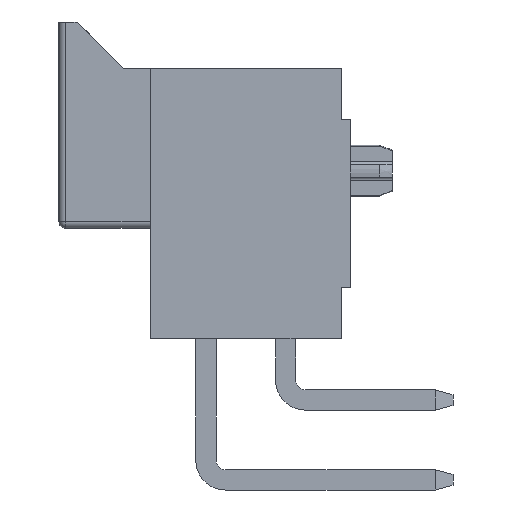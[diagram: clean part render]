
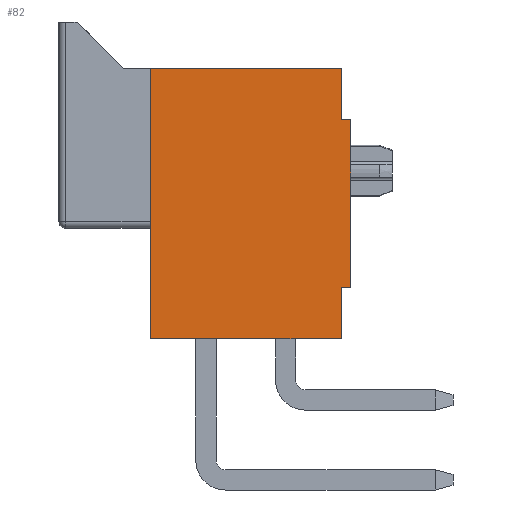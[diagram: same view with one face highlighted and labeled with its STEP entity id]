
A CAD part, left-side view. The second image highlights one B-rep face of the part: STEP entity #82.
In plain terms, the highlighted planar face has unit normal (-1, 0, 0).
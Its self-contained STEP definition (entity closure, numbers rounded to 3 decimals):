
#82=ADVANCED_FACE('',(#423),#424,.T.);
#423=FACE_OUTER_BOUND('',#1084,.T.);
#424=PLANE('',#1085);
#1084=EDGE_LOOP('',(#1836,#1837,#1838,#1839,#1840,#1841,#1842,#1843));
#1085=AXIS2_PLACEMENT_3D('',#1844,#1845,#1846);
#1836=ORIENTED_EDGE('',*,*,#4320,.T.);
#1837=ORIENTED_EDGE('',*,*,#4321,.F.);
#1838=ORIENTED_EDGE('',*,*,#4322,.F.);
#1839=ORIENTED_EDGE('',*,*,#4287,.T.);
#1840=ORIENTED_EDGE('',*,*,#4323,.T.);
#1841=ORIENTED_EDGE('',*,*,#4324,.F.);
#1842=ORIENTED_EDGE('',*,*,#4325,.F.);
#1843=ORIENTED_EDGE('',*,*,#4283,.T.);
#1844=CARTESIAN_POINT('',(-5.47,-2.99,-4.23));
#1845=DIRECTION('',(-1.0,0.0,0.0));
#1846=DIRECTION('',(0.0,0.0,1.0));
#4283=EDGE_CURVE('',#5165,#5163,#5166,.T.);
#4287=EDGE_CURVE('',#5151,#5171,#5173,.T.);
#4320=EDGE_CURVE('',#5163,#5234,#5235,.T.);
#4321=EDGE_CURVE('',#5236,#5234,#5237,.T.);
#4322=EDGE_CURVE('',#5151,#5236,#5238,.T.);
#4323=EDGE_CURVE('',#5171,#5239,#5240,.T.);
#4324=EDGE_CURVE('',#5241,#5239,#5242,.T.);
#4325=EDGE_CURVE('',#5165,#5241,#5243,.T.);
#5151=VERTEX_POINT('',#6465);
#5163=VERTEX_POINT('',#6483);
#5165=VERTEX_POINT('',#6486);
#5166=LINE('',#6487,#6488);
#5171=VERTEX_POINT('',#6495);
#5173=LINE('',#6498,#6499);
#5234=VERTEX_POINT('',#6576);
#5235=LINE('',#6577,#6578);
#5236=VERTEX_POINT('',#6579);
#5237=LINE('',#6580,#6581);
#5238=LINE('',#6582,#6583);
#5239=VERTEX_POINT('',#6584);
#5240=LINE('',#6585,#6586);
#5241=VERTEX_POINT('',#6587);
#5242=LINE('',#6588,#6589);
#5243=LINE('',#6590,#6591);
#6465=CARTESIAN_POINT('',(-5.47,-2.99,-4.23));
#6483=CARTESIAN_POINT('',(-5.47,-2.99,4.23));
#6486=CARTESIAN_POINT('',(-5.47,-2.99,2.63));
#6487=CARTESIAN_POINT('',(-5.47,-2.99,2.63));
#6488=VECTOR('',#8459,1.6);
#6495=CARTESIAN_POINT('',(-5.47,-2.99,-2.63));
#6498=CARTESIAN_POINT('',(-5.47,-2.99,-4.23));
#6499=VECTOR('',#8463,1.6);
#6576=CARTESIAN_POINT('',(-5.47,2.99,4.23));
#6577=CARTESIAN_POINT('',(-5.47,-2.99,4.23));
#6578=VECTOR('',#8528,5.98);
#6579=CARTESIAN_POINT('',(-5.47,2.99,-4.23));
#6580=CARTESIAN_POINT('',(-5.47,2.99,-4.23));
#6581=VECTOR('',#8529,8.46);
#6582=CARTESIAN_POINT('',(-5.47,-2.99,-4.23));
#6583=VECTOR('',#8530,5.98);
#6584=CARTESIAN_POINT('',(-5.47,-3.29,-2.63));
#6585=CARTESIAN_POINT('',(-5.47,-2.99,-2.63));
#6586=VECTOR('',#8531,0.3);
#6587=CARTESIAN_POINT('',(-5.47,-3.29,2.63));
#6588=CARTESIAN_POINT('',(-5.47,-3.29,2.63));
#6589=VECTOR('',#8532,5.26);
#6590=CARTESIAN_POINT('',(-5.47,-2.99,2.63));
#6591=VECTOR('',#8533,0.3);
#8459=DIRECTION('',(0.0,0.0,1.0));
#8463=DIRECTION('',(0.0,0.0,1.0));
#8528=DIRECTION('',(0.0,1.0,0.0));
#8529=DIRECTION('',(0.0,0.0,1.0));
#8530=DIRECTION('',(0.0,1.0,0.0));
#8531=DIRECTION('',(0.0,-1.0,0.0));
#8532=DIRECTION('',(0.0,0.0,-1.0));
#8533=DIRECTION('',(0.0,-1.0,0.0));
